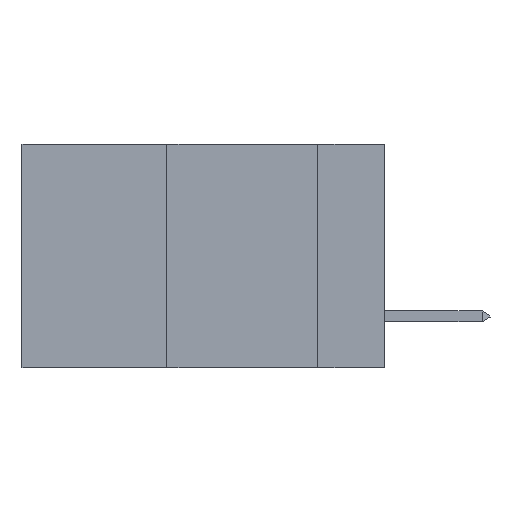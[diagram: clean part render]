
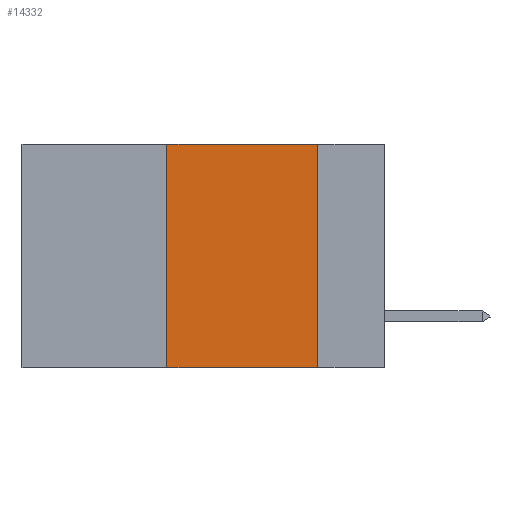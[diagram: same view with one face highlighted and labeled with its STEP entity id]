
A CAD part, left-side view. The second image highlights one B-rep face of the part: STEP entity #14332.
In plain terms, the highlighted planar face has unit normal (-1, 0, 0).
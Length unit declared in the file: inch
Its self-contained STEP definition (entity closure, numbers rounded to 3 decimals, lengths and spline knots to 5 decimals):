
#506 = DIRECTION ( 'NONE',  ( 0., -1., 0. ) ) ;
#780 = LINE ( 'NONE', #21855, #2219 ) ;
#879 = EDGE_CURVE ( 'NONE', #10313, #14101, #15998, .T. ) ;
#1342 = VECTOR ( 'NONE', #8312, 39.37008 ) ;
#1628 = VECTOR ( 'NONE', #18328, 39.37008 ) ;
#2219 = VECTOR ( 'NONE', #506, 39.37008 ) ;
#2522 = DIRECTION ( 'NONE',  ( 0., 0., 1. ) ) ;
#4245 = ORIENTED_EDGE ( 'NONE', *, *, #21212, .F. ) ;
#4663 = ORIENTED_EDGE ( 'NONE', *, *, #12053, .F. ) ;
#5707 = VECTOR ( 'NONE', #2522, 39.37008 ) ;
#5991 = EDGE_CURVE ( 'NONE', #22527, #22716, #780, .T. ) ;
#6326 = CARTESIAN_POINT ( 'NONE',  ( 0., 0.11, 0. ) ) ;
#8312 = DIRECTION ( 'NONE',  ( 0., -1., 0. ) ) ;
#10313 = VERTEX_POINT ( 'NONE', #20367 ) ;
#11237 = EDGE_LOOP ( 'NONE', ( #4663, #17857, #4245, #20677 ) ) ;
#12053 = EDGE_CURVE ( 'NONE', #22716, #14101, #20594, .T. ) ;
#14101 = VERTEX_POINT ( 'NONE', #15317 ) ;
#14332 = ADVANCED_FACE ( 'NONE', ( #23127 ), #14355, .F. ) ;
#14355 = PLANE ( 'NONE',  #15714 ) ;
#15317 = CARTESIAN_POINT ( 'NONE',  ( 0., 0.11, -0.37 ) ) ;
#15501 = LINE ( 'NONE', #22639, #5707 ) ;
#15714 = AXIS2_PLACEMENT_3D ( 'NONE', #23483, #20005, #17926 ) ;
#15998 = LINE ( 'NONE', #22921, #1342 ) ;
#17857 = ORIENTED_EDGE ( 'NONE', *, *, #5991, .F. ) ;
#17926 = DIRECTION ( 'NONE',  ( 0., 0., -1. ) ) ;
#18328 = DIRECTION ( 'NONE',  ( 0., 0., -1. ) ) ;
#20005 = DIRECTION ( 'NONE',  ( 1., 0., 0. ) ) ;
#20367 = CARTESIAN_POINT ( 'NONE',  ( 0., 0.36, -0.37 ) ) ;
#20594 = LINE ( 'NONE', #6326, #1628 ) ;
#20677 = ORIENTED_EDGE ( 'NONE', *, *, #879, .T. ) ;
#21212 = EDGE_CURVE ( 'NONE', #10313, #22527, #15501, .T. ) ;
#21855 = CARTESIAN_POINT ( 'NONE',  ( 0., 0.6, 0. ) ) ;
#22527 = VERTEX_POINT ( 'NONE', #23616 ) ;
#22639 = CARTESIAN_POINT ( 'NONE',  ( 0., 0.36, 0. ) ) ;
#22716 = VERTEX_POINT ( 'NONE', #22778 ) ;
#22778 = CARTESIAN_POINT ( 'NONE',  ( 0., 0.11, 0. ) ) ;
#22921 = CARTESIAN_POINT ( 'NONE',  ( 0., 0.6, -0.37 ) ) ;
#23127 = FACE_OUTER_BOUND ( 'NONE', #11237, .T. ) ;
#23483 = CARTESIAN_POINT ( 'NONE',  ( 0., 0.6, 0. ) ) ;
#23616 = CARTESIAN_POINT ( 'NONE',  ( 0., 0.36, 0. ) ) ;
